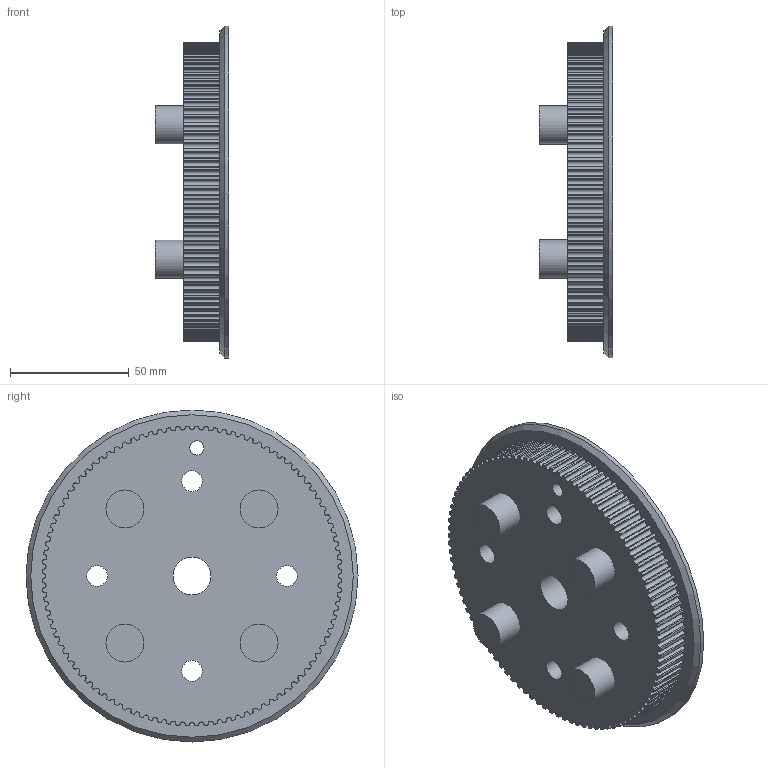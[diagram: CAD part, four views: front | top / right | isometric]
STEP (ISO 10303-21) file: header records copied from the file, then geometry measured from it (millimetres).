
FILE_DESCRIPTION(/* description */ ('STEP AP214'),/* implementation_level */ '2;1');
FILE_NAME(/* name */ '6570e84f48fc2760bbd3af11',/* time_stamp */ '2023-12-06T21:32:00Z',/* author */ (''),/* organization */ (''),/* preprocessor_version */ 'ST-DEVELOPER v19.4',/* originating_system */ ' ',/* authorisation */ ' ');
FILE_SCHEMA (('AUTOMOTIVE_DESIGN {1 0 10303 214 3 1 1}'));
Length unit declared in the file: metre
Products named in the file (1): Pulley100Tv5
Bounding box: 31.2 x 140 x 140 mm (x, y, z)
Volume: 243479 mm3; surface area: 46337.3 mm2
Topology: 1 solids, 1 shells, 427 faces, 1251 edges, 835 vertices
Faces by surface type: cylinder 415, plane 11, cone 1
Full cylindrical faces by diameter (mm): 6 x1, 8.8 x4, 14.8 x4, 16 x5, 140 x1
Entity records: 14638 total; most frequent: DIRECTION 2918, CARTESIAN_POINT 2490, ORIENTED_EDGE 2462, AXIS2_PLACEMENT_3D 1259, EDGE_CURVE 1231, VERTEX_POINT 831, CIRCLE 831, EDGE_LOOP 464
